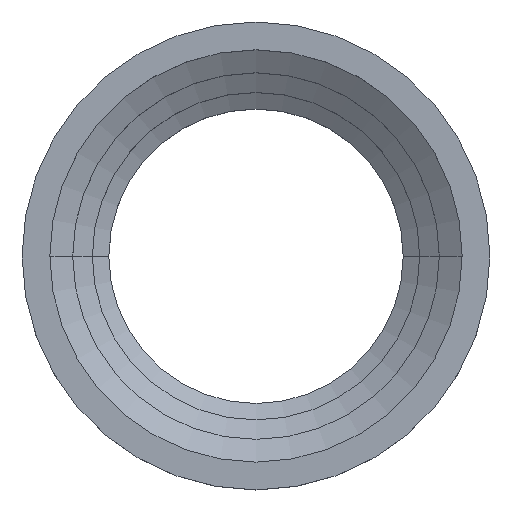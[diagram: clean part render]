
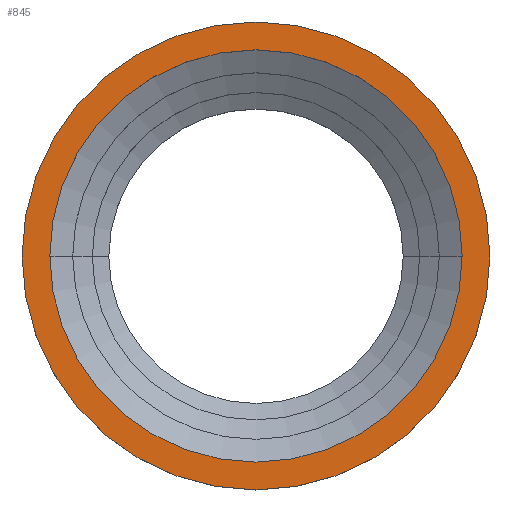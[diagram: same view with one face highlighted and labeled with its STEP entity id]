
A CAD part, top view. The second image highlights one B-rep face of the part: STEP entity #845.
In plain terms, the highlighted planar face has unit normal (0, 0, 1).
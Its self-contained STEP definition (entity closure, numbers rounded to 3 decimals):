
#16 = EDGE_CURVE ( 'NONE', #426, #215, #487, .T. ) ;
#50 = DIRECTION ( 'NONE',  ( 0., 0., 1. ) ) ;
#117 = EDGE_CURVE ( 'NONE', #224, #292, #306, .T. ) ;
#133 = EDGE_CURVE ( 'NONE', #215, #426, #837, .T. ) ;
#195 = CIRCLE ( 'NONE', #638, 138.8 ) ;
#208 = AXIS2_PLACEMENT_3D ( 'NONE', #707, #50, #253 ) ;
#209 = EDGE_CURVE ( 'NONE', #292, #224, #195, .T. ) ;
#215 = VERTEX_POINT ( 'NONE', #724 ) ;
#224 = VERTEX_POINT ( 'NONE', #778 ) ;
#227 = CARTESIAN_POINT ( 'NONE',  ( 0., 0., 0. ) ) ;
#233 = EDGE_LOOP ( 'NONE', ( #786, #265 ) ) ;
#252 = CARTESIAN_POINT ( 'NONE',  ( 0., 157.5, 0. ) ) ;
#253 = DIRECTION ( 'NONE',  ( 1., 0., 0. ) ) ;
#265 = ORIENTED_EDGE ( 'NONE', *, *, #117, .F. ) ;
#279 = DIRECTION ( 'NONE',  ( 0., 0., 1. ) ) ;
#292 = VERTEX_POINT ( 'NONE', #669 ) ;
#306 = CIRCLE ( 'NONE', #208, 138.8 ) ;
#311 = DIRECTION ( 'NONE',  ( 1., 0., 0. ) ) ;
#329 = DIRECTION ( 'NONE',  ( 0., 0., 1. ) ) ;
#374 = FACE_BOUND ( 'NONE', #233, .T. ) ;
#379 = DIRECTION ( 'NONE',  ( 0., 0., -1. ) ) ;
#386 = ORIENTED_EDGE ( 'NONE', *, *, #16, .T. ) ;
#393 = ORIENTED_EDGE ( 'NONE', *, *, #133, .T. ) ;
#426 = VERTEX_POINT ( 'NONE', #427 ) ;
#427 = CARTESIAN_POINT ( 'NONE',  ( 157.5, 0., 0. ) ) ;
#449 = DIRECTION ( 'NONE',  ( -1., 0., 0. ) ) ;
#487 = CIRCLE ( 'NONE', #555, 157.5 ) ;
#527 = EDGE_LOOP ( 'NONE', ( #386, #393 ) ) ;
#540 = DIRECTION ( 'NONE',  ( 1., 0., 0. ) ) ;
#555 = AXIS2_PLACEMENT_3D ( 'NONE', #227, #279, #683 ) ;
#601 = AXIS2_PLACEMENT_3D ( 'NONE', #830, #634, #311 ) ;
#606 = CARTESIAN_POINT ( 'NONE',  ( 0., 0., 0. ) ) ;
#634 = DIRECTION ( 'NONE',  ( 0., 0., 1. ) ) ;
#638 = AXIS2_PLACEMENT_3D ( 'NONE', #606, #329, #540 ) ;
#669 = CARTESIAN_POINT ( 'NONE',  ( 138.8, 0., 0. ) ) ;
#683 = DIRECTION ( 'NONE',  ( 1., 0., 0. ) ) ;
#692 = PLANE ( 'NONE',  #725 ) ;
#707 = CARTESIAN_POINT ( 'NONE',  ( 0., 0., 0. ) ) ;
#724 = CARTESIAN_POINT ( 'NONE',  ( -157.5, 0., 0. ) ) ;
#725 = AXIS2_PLACEMENT_3D ( 'NONE', #252, #379, #449 ) ;
#747 = FACE_OUTER_BOUND ( 'NONE', #527, .T. ) ;
#778 = CARTESIAN_POINT ( 'NONE',  ( -138.8, 0., 0. ) ) ;
#786 = ORIENTED_EDGE ( 'NONE', *, *, #209, .F. ) ;
#830 = CARTESIAN_POINT ( 'NONE',  ( 0., 0., 0. ) ) ;
#837 = CIRCLE ( 'NONE', #601, 157.5 ) ;
#845 = ADVANCED_FACE ( 'NONE', ( #374, #747 ), #692, .F. ) ;
